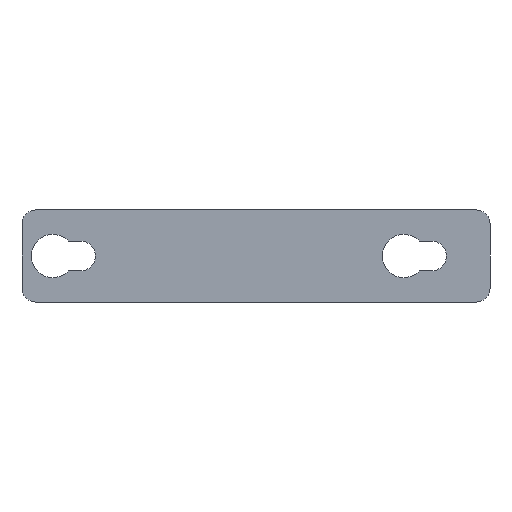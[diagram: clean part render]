
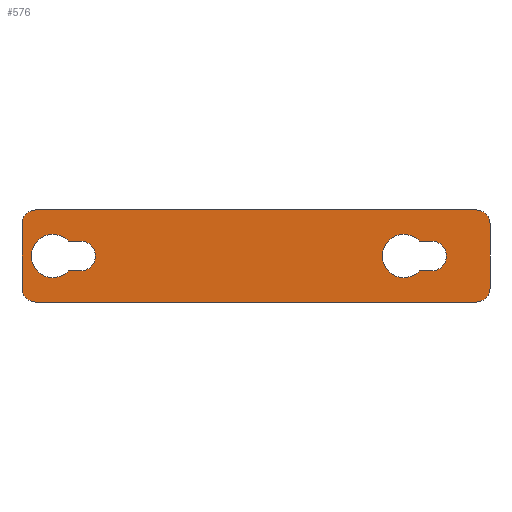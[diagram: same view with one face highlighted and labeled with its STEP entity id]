
A CAD part, front view. The second image highlights one B-rep face of the part: STEP entity #576.
In plain terms, the highlighted planar face has unit normal (0, -1, 0).
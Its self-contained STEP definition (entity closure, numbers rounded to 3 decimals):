
#16=CIRCLE('',#605,4.688);
#18=CIRCLE('',#608,4.688);
#19=CIRCLE('',#612,3.);
#20=CIRCLE('',#613,3.);
#21=CIRCLE('',#614,3.);
#22=CIRCLE('',#615,3.);
#23=CIRCLE('',#616,3.25);
#24=CIRCLE('',#617,3.25);
#41=FACE_BOUND('',#94,.T.);
#42=FACE_BOUND('',#95,.T.);
#62=FACE_OUTER_BOUND('',#93,.T.);
#93=EDGE_LOOP('',(#452,#453,#454,#455,#456,#457,#458,#459));
#94=EDGE_LOOP('',(#460,#461,#462,#463));
#95=EDGE_LOOP('',(#464,#465,#466,#467));
#150=LINE('',#881,#215);
#153=LINE('',#887,#218);
#156=LINE('',#896,#221);
#157=LINE('',#900,#222);
#158=LINE('',#904,#223);
#159=LINE('',#907,#224);
#160=LINE('',#909,#225);
#161=LINE('',#912,#226);
#215=VECTOR('',#712,10.);
#218=VECTOR('',#717,10.);
#221=VECTOR('',#724,10.);
#222=VECTOR('',#727,10.);
#223=VECTOR('',#730,10.);
#224=VECTOR('',#733,10.);
#225=VECTOR('',#734,10.);
#226=VECTOR('',#737,10.);
#266=VERTEX_POINT('',#863);
#268=VERTEX_POINT('',#867);
#270=VERTEX_POINT('',#872);
#272=VERTEX_POINT('',#876);
#273=VERTEX_POINT('',#880);
#275=VERTEX_POINT('',#886);
#277=VERTEX_POINT('',#892);
#278=VERTEX_POINT('',#893);
#279=VERTEX_POINT('',#895);
#280=VERTEX_POINT('',#897);
#281=VERTEX_POINT('',#899);
#282=VERTEX_POINT('',#901);
#283=VERTEX_POINT('',#903);
#284=VERTEX_POINT('',#905);
#285=VERTEX_POINT('',#908);
#286=VERTEX_POINT('',#911);
#333=EDGE_CURVE('',#266,#268,#16,.T.);
#337=EDGE_CURVE('',#270,#272,#18,.T.);
#338=EDGE_CURVE('',#266,#273,#150,.T.);
#341=EDGE_CURVE('',#270,#275,#153,.T.);
#344=EDGE_CURVE('',#277,#278,#19,.T.);
#345=EDGE_CURVE('',#277,#279,#156,.T.);
#346=EDGE_CURVE('',#280,#279,#20,.T.);
#347=EDGE_CURVE('',#280,#281,#157,.T.);
#348=EDGE_CURVE('',#282,#281,#21,.T.);
#349=EDGE_CURVE('',#282,#283,#158,.T.);
#350=EDGE_CURVE('',#284,#283,#22,.T.);
#351=EDGE_CURVE('',#284,#278,#159,.T.);
#352=EDGE_CURVE('',#285,#268,#160,.T.);
#353=EDGE_CURVE('',#273,#285,#23,.T.);
#354=EDGE_CURVE('',#286,#272,#161,.T.);
#355=EDGE_CURVE('',#275,#286,#24,.T.);
#452=ORIENTED_EDGE('',*,*,#344,.F.);
#453=ORIENTED_EDGE('',*,*,#345,.T.);
#454=ORIENTED_EDGE('',*,*,#346,.F.);
#455=ORIENTED_EDGE('',*,*,#347,.T.);
#456=ORIENTED_EDGE('',*,*,#348,.F.);
#457=ORIENTED_EDGE('',*,*,#349,.T.);
#458=ORIENTED_EDGE('',*,*,#350,.F.);
#459=ORIENTED_EDGE('',*,*,#351,.T.);
#460=ORIENTED_EDGE('',*,*,#333,.T.);
#461=ORIENTED_EDGE('',*,*,#352,.F.);
#462=ORIENTED_EDGE('',*,*,#353,.F.);
#463=ORIENTED_EDGE('',*,*,#338,.F.);
#464=ORIENTED_EDGE('',*,*,#337,.T.);
#465=ORIENTED_EDGE('',*,*,#354,.F.);
#466=ORIENTED_EDGE('',*,*,#355,.F.);
#467=ORIENTED_EDGE('',*,*,#341,.F.);
#553=PLANE('',#611);
#576=ADVANCED_FACE('',(#62,#41,#42),#553,.F.);
#605=AXIS2_PLACEMENT_3D('',#869,#700,#701);
#608=AXIS2_PLACEMENT_3D('',#878,#708,#709);
#611=AXIS2_PLACEMENT_3D('',#891,#720,#721);
#612=AXIS2_PLACEMENT_3D('',#894,#722,#723);
#613=AXIS2_PLACEMENT_3D('',#898,#725,#726);
#614=AXIS2_PLACEMENT_3D('',#902,#728,#729);
#615=AXIS2_PLACEMENT_3D('',#906,#731,#732);
#616=AXIS2_PLACEMENT_3D('',#910,#735,#736);
#617=AXIS2_PLACEMENT_3D('',#913,#738,#739);
#700=DIRECTION('center_axis',(0.,1.,0.));
#701=DIRECTION('ref_axis',(0.,0.,1.));
#708=DIRECTION('center_axis',(0.,1.,0.));
#709=DIRECTION('ref_axis',(0.,0.,1.));
#712=DIRECTION('',(1.,0.,0.));
#717=DIRECTION('',(1.,0.,0.));
#720=DIRECTION('center_axis',(0.,1.,0.));
#721=DIRECTION('ref_axis',(1.,0.,0.));
#722=DIRECTION('center_axis',(0.,1.,0.));
#723=DIRECTION('ref_axis',(1.,0.,0.));
#724=DIRECTION('',(0.,0.,1.));
#725=DIRECTION('center_axis',(0.,1.,0.));
#726=DIRECTION('ref_axis',(0.,0.,1.));
#727=DIRECTION('',(-1.,0.,0.));
#728=DIRECTION('center_axis',(0.,1.,0.));
#729=DIRECTION('ref_axis',(-1.,0.,0.));
#730=DIRECTION('',(0.,0.,-1.));
#731=DIRECTION('center_axis',(0.,1.,0.));
#732=DIRECTION('ref_axis',(0.,0.,-1.));
#733=DIRECTION('',(1.,0.,0.));
#734=DIRECTION('',(-1.,0.,0.));
#735=DIRECTION('center_axis',(0.,-1.,0.));
#736=DIRECTION('ref_axis',(0.,0.,1.));
#737=DIRECTION('',(-1.,0.,0.));
#738=DIRECTION('center_axis',(0.,-1.,0.));
#739=DIRECTION('ref_axis',(0.,0.,1.));
#863=CARTESIAN_POINT('',(35.478,0.,-3.25));
#867=CARTESIAN_POINT('',(35.478,0.,3.25));
#869=CARTESIAN_POINT('Origin',(32.1,0.,0.));
#872=CARTESIAN_POINT('',(-40.722,0.,-3.25));
#876=CARTESIAN_POINT('',(-40.722,0.,3.25));
#878=CARTESIAN_POINT('Origin',(-44.1,0.,0.));
#880=CARTESIAN_POINT('',(38.1,0.,-3.25));
#881=CARTESIAN_POINT('',(38.1,0.,-3.25));
#886=CARTESIAN_POINT('',(-38.1,0.,-3.25));
#887=CARTESIAN_POINT('',(-38.1,0.,-3.25));
#891=CARTESIAN_POINT('Origin',(0.,0.,0.));
#892=CARTESIAN_POINT('',(50.8,0.,-7.));
#893=CARTESIAN_POINT('',(47.8,0.,-10.));
#894=CARTESIAN_POINT('Origin',(47.8,0.,-7.));
#895=CARTESIAN_POINT('',(50.8,0.,7.));
#896=CARTESIAN_POINT('',(50.8,0.,-7.));
#897=CARTESIAN_POINT('',(47.8,0.,10.));
#898=CARTESIAN_POINT('Origin',(47.8,0.,7.));
#899=CARTESIAN_POINT('',(-47.8,0.,10.));
#900=CARTESIAN_POINT('',(47.8,0.,10.));
#901=CARTESIAN_POINT('',(-50.8,0.,7.));
#902=CARTESIAN_POINT('Origin',(-47.8,0.,7.));
#903=CARTESIAN_POINT('',(-50.8,0.,-7.));
#904=CARTESIAN_POINT('',(-50.8,0.,7.));
#905=CARTESIAN_POINT('',(-47.8,0.,-10.));
#906=CARTESIAN_POINT('Origin',(-47.8,0.,-7.));
#907=CARTESIAN_POINT('',(-47.8,0.,-10.));
#908=CARTESIAN_POINT('',(38.1,0.,3.25));
#909=CARTESIAN_POINT('',(32.1,0.,3.25));
#910=CARTESIAN_POINT('Origin',(38.1,0.,0.));
#911=CARTESIAN_POINT('',(-38.1,0.,3.25));
#912=CARTESIAN_POINT('',(-44.1,0.,3.25));
#913=CARTESIAN_POINT('Origin',(-38.1,0.,0.));
